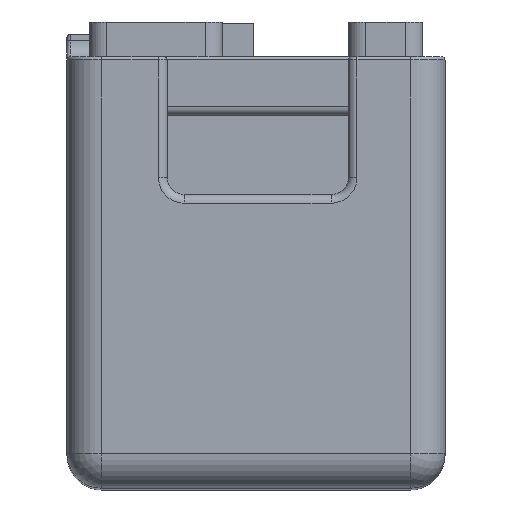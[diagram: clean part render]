
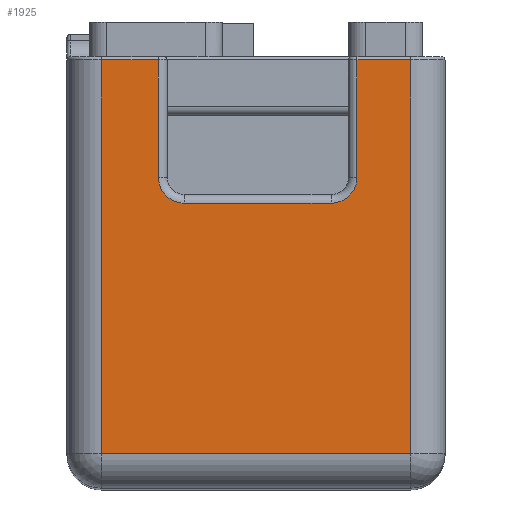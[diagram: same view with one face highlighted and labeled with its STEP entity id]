
A CAD part, top view. The second image highlights one B-rep face of the part: STEP entity #1925.
In plain terms, the highlighted planar face has unit normal (0, 0, 1).
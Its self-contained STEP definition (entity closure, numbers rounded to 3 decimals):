
#49=PLANE('',#2081);
#118=FACE_OUTER_BOUND('',#243,.T.);
#243=EDGE_LOOP('',(#1342,#1343,#1344,#1345,#1346,#1347,#1348,#1349,#1350,
#1351));
#357=LINE('',#2945,#543);
#365=LINE('',#2982,#551);
#367=LINE('',#2988,#553);
#368=LINE('',#2990,#554);
#369=LINE('',#2992,#555);
#370=LINE('',#2996,#556);
#371=LINE('',#3000,#557);
#372=LINE('',#3001,#558);
#543=VECTOR('',#2313,10.);
#551=VECTOR('',#2359,1000.);
#553=VECTOR('',#2365,1000.);
#554=VECTOR('',#2366,1000.);
#555=VECTOR('',#2367,1000.);
#556=VECTOR('',#2370,1000.);
#557=VECTOR('',#2373,1000.);
#558=VECTOR('',#2374,1000.);
#742=CIRCLE('',#2082,1.5);
#743=CIRCLE('',#2083,1.5);
#831=VERTEX_POINT('',#2942);
#832=VERTEX_POINT('',#2944);
#842=VERTEX_POINT('',#2981);
#844=VERTEX_POINT('',#2987);
#845=VERTEX_POINT('',#2989);
#846=VERTEX_POINT('',#2991);
#847=VERTEX_POINT('',#2993);
#848=VERTEX_POINT('',#2995);
#849=VERTEX_POINT('',#2997);
#850=VERTEX_POINT('',#2999);
#1011=EDGE_CURVE('',#831,#832,#357,.T.);
#1030=EDGE_CURVE('',#842,#832,#365,.T.);
#1033=EDGE_CURVE('',#831,#844,#367,.T.);
#1034=EDGE_CURVE('',#844,#845,#368,.T.);
#1035=EDGE_CURVE('',#845,#846,#369,.T.);
#1036=EDGE_CURVE('',#846,#847,#742,.T.);
#1037=EDGE_CURVE('',#847,#848,#370,.T.);
#1038=EDGE_CURVE('',#848,#849,#743,.T.);
#1039=EDGE_CURVE('',#849,#850,#371,.T.);
#1040=EDGE_CURVE('',#850,#842,#372,.T.);
#1342=ORIENTED_EDGE('',*,*,#1011,.F.);
#1343=ORIENTED_EDGE('',*,*,#1033,.T.);
#1344=ORIENTED_EDGE('',*,*,#1034,.T.);
#1345=ORIENTED_EDGE('',*,*,#1035,.T.);
#1346=ORIENTED_EDGE('',*,*,#1036,.T.);
#1347=ORIENTED_EDGE('',*,*,#1037,.T.);
#1348=ORIENTED_EDGE('',*,*,#1038,.T.);
#1349=ORIENTED_EDGE('',*,*,#1039,.T.);
#1350=ORIENTED_EDGE('',*,*,#1040,.T.);
#1351=ORIENTED_EDGE('',*,*,#1030,.T.);
#1925=ADVANCED_FACE('',(#118),#49,.F.);
#2081=AXIS2_PLACEMENT_3D('',#2986,#2363,#2364);
#2082=AXIS2_PLACEMENT_3D('',#2994,#2368,#2369);
#2083=AXIS2_PLACEMENT_3D('',#2998,#2371,#2372);
#2313=DIRECTION('',(-1.,0.,0.));
#2359=DIRECTION('',(0.,-1.,0.));
#2363=DIRECTION('center_axis',(0.,0.,-1.));
#2364=DIRECTION('ref_axis',(-1.,0.,0.));
#2365=DIRECTION('',(0.,1.,0.));
#2366=DIRECTION('',(-1.,0.,0.));
#2367=DIRECTION('',(0.,-1.,0.));
#2368=DIRECTION('center_axis',(0.,0.,-1.));
#2369=DIRECTION('ref_axis',(-1.,0.,0.));
#2370=DIRECTION('',(-1.,0.,0.));
#2371=DIRECTION('center_axis',(0.,0.,-1.));
#2372=DIRECTION('ref_axis',(-1.,0.,0.));
#2373=DIRECTION('',(0.,1.,0.));
#2374=DIRECTION('',(-1.,0.,0.));
#2942=CARTESIAN_POINT('',(8.95,-6.,32.45));
#2944=CARTESIAN_POINT('',(-8.95,-6.,32.45));
#2945=CARTESIAN_POINT('',(0.,-6.,32.45));
#2981=CARTESIAN_POINT('',(-8.95,16.8,32.45));
#2982=CARTESIAN_POINT('',(-8.95,17.,32.45));
#2986=CARTESIAN_POINT('Origin',(0.,17.,32.45));
#2987=CARTESIAN_POINT('',(8.95,16.8,32.45));
#2988=CARTESIAN_POINT('',(8.95,17.,32.45));
#2989=CARTESIAN_POINT('',(5.85,16.8,32.45));
#2990=CARTESIAN_POINT('',(5.85,16.8,32.45));
#2991=CARTESIAN_POINT('',(5.85,10.,32.45));
#2992=CARTESIAN_POINT('',(5.85,17.,32.45));
#2993=CARTESIAN_POINT('',(4.35,8.5,32.45));
#2994=CARTESIAN_POINT('Origin',(4.35,10.,32.45));
#2995=CARTESIAN_POINT('',(-4.15,8.5,32.45));
#2996=CARTESIAN_POINT('',(-4.15,8.5,32.45));
#2997=CARTESIAN_POINT('',(-5.65,10.,32.45));
#2998=CARTESIAN_POINT('Origin',(-4.15,10.,32.45));
#2999=CARTESIAN_POINT('',(-5.65,16.8,32.45));
#3000=CARTESIAN_POINT('',(-5.65,17.,32.45));
#3001=CARTESIAN_POINT('',(-8.95,16.8,32.45));
